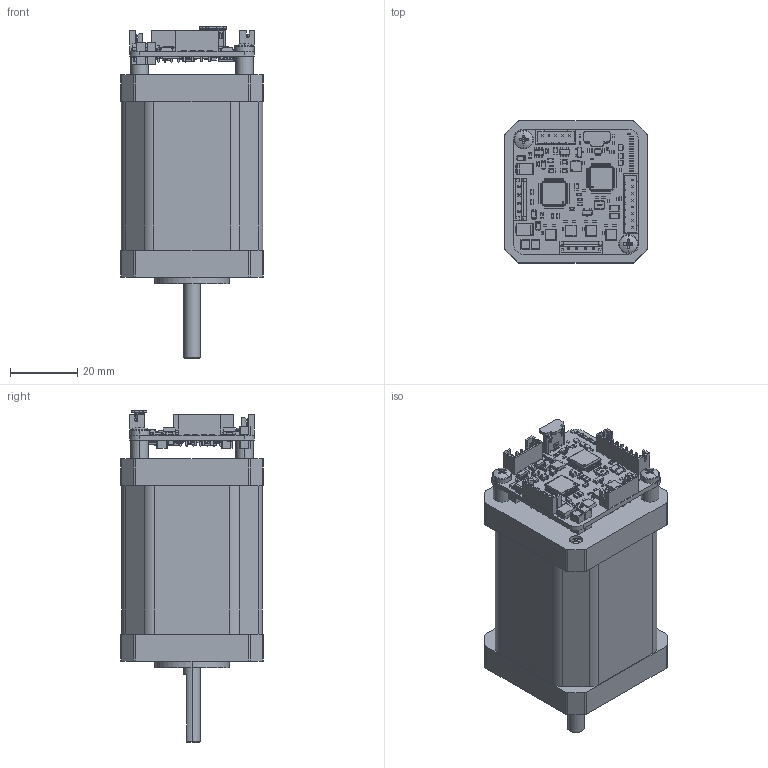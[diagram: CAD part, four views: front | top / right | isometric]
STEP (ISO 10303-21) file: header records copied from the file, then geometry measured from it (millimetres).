
FILE_DESCRIPTION (( 'STEP AP214' ), '1' );
FILE_NAME ('PD42-4-1241.STEP', '2019-01-07T14:04:06', ( '' ), ( '' ), 'SwSTEP 2.0', 'SolidWorks 2016', '' );
FILE_SCHEMA (( 'AUTOMOTIVE_DESIGN' ));
Length unit declared in the file: millimetre
Products named in the file (10): pan head cross recess screw_iso; Part13^TMCM-1241_V10; TMCM-1241_V10_nocopper; Nema17; PD42-4-1241; pan head cross recess screw_iso_ISO 7045 - M3 x 4 - Z - 4N
Assembly tree (5 placements, depth 2):
  pan head cross recess screw_iso
  Part13^TMCM-1241_V10
  TMCM-1241_V10_nocopper
  Nema17
  PD42-4-1241
    Nema17
    TMCM-1241_V10_nocopper
    Part13^TMCM-1241_V10
    pan head cross recess screw_iso_ISO 7045 - M3 x 4 - Z - 4N  x2
Bounding box: 42.2 x 42.2 x 98.43 mm (x, y, z)
Volume: 103136.9 mm3; surface area: 21928.5 mm2
Topology: 6 solids, 6 shells, 6889 faces, 19704 edges, 12829 vertices
Faces by surface type: plane 4693, cylinder 2112, bspline 37, cone 35, torus 8, sphere 4
Entity records: 299688 total; most frequent: CARTESIAN_POINT 42371, ORIENTED_EDGE 39168, DIRECTION 36870, EDGE_CURVE 19584, LINE 15142, VECTOR 15142, VERTEX_POINT 12769, AXIS2_PLACEMENT_3D 10864
